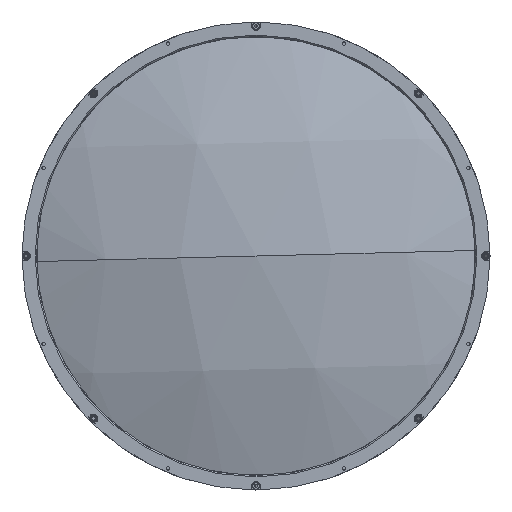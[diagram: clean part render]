
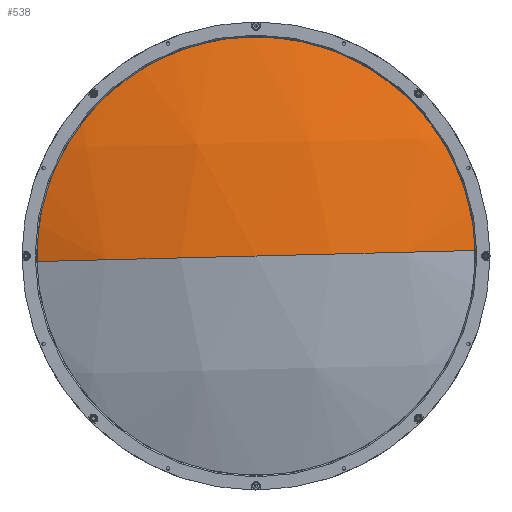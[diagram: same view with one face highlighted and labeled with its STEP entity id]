
A CAD part, left-side view. The second image highlights one B-rep face of the part: STEP entity #538.
In plain terms, the highlighted spherical face has radius 465.458 mm.
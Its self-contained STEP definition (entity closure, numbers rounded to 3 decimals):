
#538 = ADVANCED_FACE ( 'NONE', ( #18077 ), #6506, .T. ) ;
#1179 = CIRCLE ( 'NONE', #12456, 162. ) ;
#1748 = EDGE_CURVE ( 'NONE', #2640, #3073, #1968, .T. ) ;
#1968 = CIRCLE ( 'NONE', #14156, 465.458 ) ;
#2640 = VERTEX_POINT ( 'NONE', #11264 ) ;
#3073 = VERTEX_POINT ( 'NONE', #9092 ) ;
#3614 = CARTESIAN_POINT ( 'NONE',  ( 25.901, 0., 0. ) ) ;
#4255 = AXIS2_PLACEMENT_3D ( 'NONE', #15620, #4361, #9354 ) ;
#4361 = DIRECTION ( 'NONE',  ( 0., 0.025, 1. ) ) ;
#4884 = CARTESIAN_POINT ( 'NONE',  ( 462.258, 0., 0. ) ) ;
#5081 = DIRECTION ( 'NONE',  ( 0., 0.025, 1. ) ) ;
#5130 = CARTESIAN_POINT ( 'NONE',  ( 462.258, 0., 0. ) ) ;
#5579 = CIRCLE ( 'NONE', #7925, 465.458 ) ;
#6342 = DIRECTION ( 'NONE',  ( 0., -1., 0.025 ) ) ;
#6506 = SPHERICAL_SURFACE ( 'NONE', #4255, 465.458 ) ;
#7925 = AXIS2_PLACEMENT_3D ( 'NONE', #4884, #15040, #6342 ) ;
#7962 = VERTEX_POINT ( 'NONE', #14757 ) ;
#8026 = ORIENTED_EDGE ( 'NONE', *, *, #18362, .T. ) ;
#9092 = CARTESIAN_POINT ( 'NONE',  ( -3.2, 0., 0. ) ) ;
#9354 = DIRECTION ( 'NONE',  ( 0., -1., 0.025 ) ) ;
#10127 = EDGE_LOOP ( 'NONE', ( #10332, #8026, #17711 ) ) ;
#10332 = ORIENTED_EDGE ( 'NONE', *, *, #11665, .T. ) ;
#11264 = CARTESIAN_POINT ( 'NONE',  ( 25.901, -161.948, 4.088 ) ) ;
#11592 = DIRECTION ( 'NONE',  ( 0., -0.025, -1. ) ) ;
#11665 = EDGE_CURVE ( 'NONE', #2640, #7962, #1179, .T. ) ;
#12456 = AXIS2_PLACEMENT_3D ( 'NONE', #3614, #13783, #5081 ) ;
#12721 = DIRECTION ( 'NONE',  ( 0., 1., -0.025 ) ) ;
#13783 = DIRECTION ( 'NONE',  ( -1., 0., 0. ) ) ;
#14156 = AXIS2_PLACEMENT_3D ( 'NONE', #5130, #11592, #12721 ) ;
#14757 = CARTESIAN_POINT ( 'NONE',  ( 25.901, 161.948, -4.088 ) ) ;
#15040 = DIRECTION ( 'NONE',  ( 0., 0.025, 1. ) ) ;
#15620 = CARTESIAN_POINT ( 'NONE',  ( 462.258, 0., 0. ) ) ;
#17711 = ORIENTED_EDGE ( 'NONE', *, *, #1748, .F. ) ;
#18077 = FACE_OUTER_BOUND ( 'NONE', #10127, .T. ) ;
#18362 = EDGE_CURVE ( 'NONE', #7962, #3073, #5579, .T. ) ;
